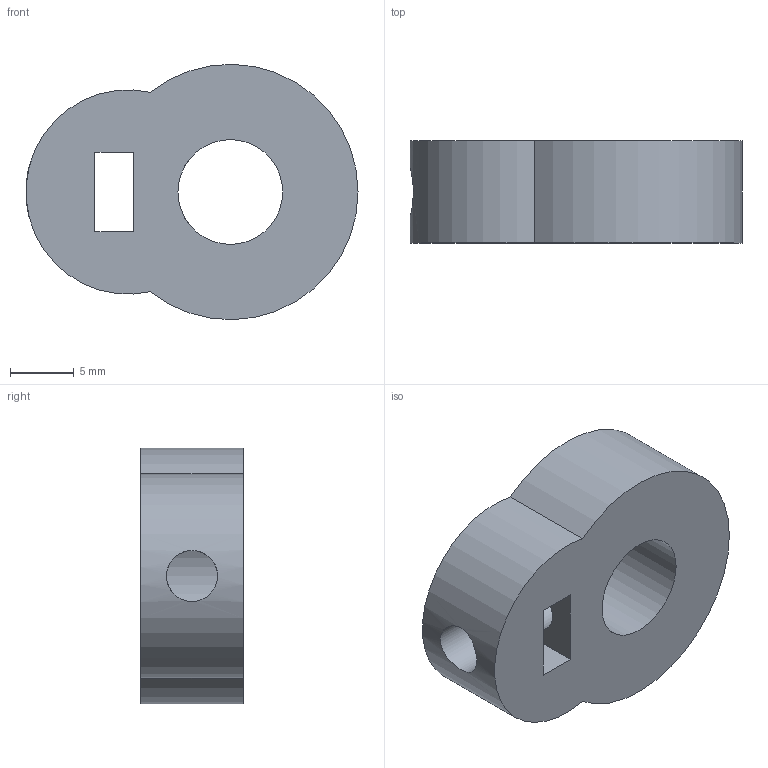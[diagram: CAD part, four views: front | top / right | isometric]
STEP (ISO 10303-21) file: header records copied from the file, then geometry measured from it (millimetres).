
FILE_DESCRIPTION( ( '' ), ' ' );
FILE_NAME( '5a4e51858823080fac87c4f9.step', '2018-01-04T16:08:38', ( '' ), ( '' ), ' ', ' ', ' ' );
FILE_SCHEMA( ( 'AUTOMOTIVE_DESIGN { 1 0 10303 214 1 1 1 1 }' ) );
Length unit declared in the file: metre
Products named in the file (1): Part 1
Bounding box: 26 x 8 x 20 mm (x, y, z)
Volume: 2529.6 mm3; surface area: 1665.2 mm2
Topology: 1 solids, 1 shells, 11 faces, 27 edges, 18 vertices
Faces by surface type: plane 6, cylinder 5
Full cylindrical faces by diameter (mm): 4 x2, 8.2 x1
Entity records: 540 total; most frequent: CARTESIAN_POINT 164, DIRECTION 54, ORIENTED_EDGE 48, EDGE_CURVE 24, EDGE_LOOP 22, AXIS2_PLACEMENT_3D 20, VERTEX_POINT 18, FACE_OUTER_BOUND 14
